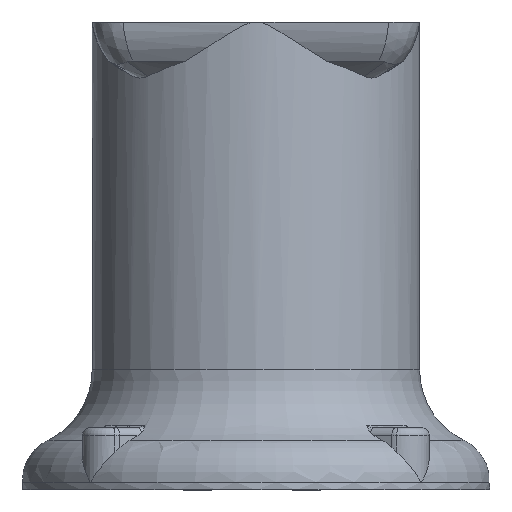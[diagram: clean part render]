
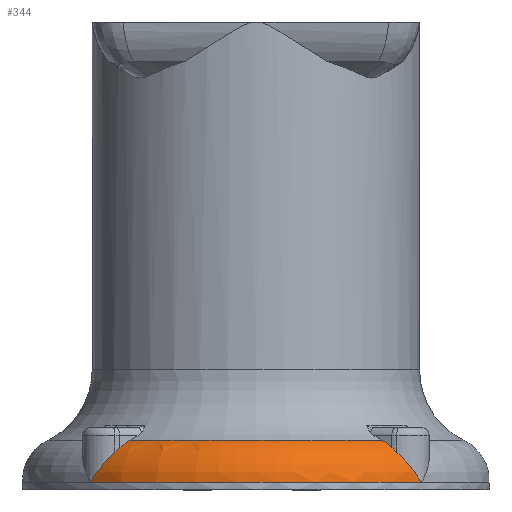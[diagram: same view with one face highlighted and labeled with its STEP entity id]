
A CAD part, left-side view. The second image highlights one B-rep face of the part: STEP entity #344.
In plain terms, the highlighted toroidal (fillet/blend) face has major radius 120 mm and minor radius 30 mm.
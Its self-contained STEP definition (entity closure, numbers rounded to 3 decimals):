
#344=ADVANCED_FACE('',(#770),#771,.T.);
#770=FACE_OUTER_BOUND('',#1757,.T.);
#771=TOROIDAL_SURFACE('',#1758,120.0,30.0);
#1757=EDGE_LOOP('',(#7246,#7247,#7248,#7249,#7250,#7251,#7252,#7253));
#1758=AXIS2_PLACEMENT_3D('',#7254,#7255,#7256);
#7246=ORIENTED_EDGE('',*,*,#10148,.T.);
#7247=ORIENTED_EDGE('',*,*,#10149,.T.);
#7248=ORIENTED_EDGE('',*,*,#10150,.F.);
#7249=ORIENTED_EDGE('',*,*,#10147,.T.);
#7250=ORIENTED_EDGE('',*,*,#10151,.F.);
#7251=ORIENTED_EDGE('',*,*,#10152,.T.);
#7252=ORIENTED_EDGE('',*,*,#10153,.F.);
#7253=ORIENTED_EDGE('',*,*,#10154,.T.);
#7254=CARTESIAN_POINT('',(0.0,0.0,80.0));
#7255=DIRECTION('',(0.0,0.0,1.0));
#7256=DIRECTION('',(1.0,0.0,0.0));
#10147=EDGE_CURVE('',#11181,#11188,#11190,.T.);
#10148=EDGE_CURVE('',#11191,#11192,#11193,.T.);
#10149=EDGE_CURVE('',#11192,#11194,#11195,.T.);
#10150=EDGE_CURVE('',#11181,#11194,#11196,.F.);
#10151=EDGE_CURVE('',#11197,#11188,#11198,.T.);
#10152=EDGE_CURVE('',#11197,#11199,#11200,.T.);
#10153=EDGE_CURVE('',#11201,#11199,#11202,.F.);
#10154=EDGE_CURVE('',#11201,#11191,#11203,.T.);
#11181=VERTEX_POINT('',#13542);
#11188=VERTEX_POINT('',#13551);
#11190=B_SPLINE_CURVE_WITH_KNOTS('',3,(#13578,#13579,#13580,#13581,#13582,#13583,#13584,#13585,#13586,#13587,#13588,#13589,#13590,#13591,#13592,#13593,#13594,#13595,#13596,#13597,#13598,#13599,#13600,#13601),.UNSPECIFIED.,.F.,.F.,(4,1,1,1,1,1,1,1,1,1,1,1,1,1,1,1,1,1,1,1,1,4),(0.0,0.021,0.042,0.064,0.086,0.108,0.131,0.154,0.178,0.202,0.226,0.25,0.37,0.501,0.618,0.75,0.78,0.815,0.854,0.898,0.947,1.0),.UNSPECIFIED.);
#11191=VERTEX_POINT('',#13602);
#11192=VERTEX_POINT('',#13603);
#11193=CIRCLE('',#13604,133.125);
#11194=VERTEX_POINT('',#13605);
#11195=B_SPLINE_CURVE_WITH_KNOTS('',3,(#13606,#13607,#13608,#13609,#13610,#13611),.UNSPECIFIED.,.F.,.F.,(4,2,4),(0.004,0.009,0.013),.UNSPECIFIED.);
#11196=B_SPLINE_CURVE_WITH_KNOTS('',3,(#13612,#13613,#13614,#13615,#13616,#13617),.UNSPECIFIED.,.F.,.F.,(4,2,4),(0.001,0.004,0.006),.UNSPECIFIED.);
#11197=VERTEX_POINT('',#13618);
#11198=CIRCLE('',#13619,150.0);
#11199=VERTEX_POINT('',#13620);
#11200=B_SPLINE_CURVE_WITH_KNOTS('',3,(#13621,#13622,#13623,#13624,#13625,#13626,#13627,#13628,#13629,#13630,#13631,#13632,#13633,#13634,#13635,#13636,#13637,#13638,#13639,#13640,#13641,#13642,#13643,#13644,#13645,#13646),.UNSPECIFIED.,.F.,.F.,(4,1,1,1,1,1,1,1,1,1,1,1,1,1,1,1,1,1,1,1,1,1,1,4),(0.0,0.025,0.049,0.073,0.095,0.116,0.136,0.155,0.174,0.191,0.207,0.222,0.237,0.25,0.382,0.499,0.63,0.75,0.794,0.838,0.88,0.921,0.961,1.0),.UNSPECIFIED.);
#11201=VERTEX_POINT('',#13647);
#11202=B_SPLINE_CURVE_WITH_KNOTS('',3,(#13648,#13649,#13650,#13651,#13652,#13653,#13654,#13655),.UNSPECIFIED.,.F.,.F.,(4,2,2,4),(0.002,0.004,0.006,0.007),.UNSPECIFIED.);
#11203=B_SPLINE_CURVE_WITH_KNOTS('',3,(#13656,#13657,#13658,#13659,#13660,#13661,#13662,#13663),.UNSPECIFIED.,.F.,.F.,(4,2,2,4),(0.003,0.008,0.01,0.012),.UNSPECIFIED.);
#13542=CARTESIAN_POINT('',(110.93,90.388,60.85));
#13551=CARTESIAN_POINT('',(106.066,106.066,80.0));
#13578=CARTESIAN_POINT('',(110.93,90.388,60.85));
#13579=CARTESIAN_POINT('',(110.954,90.518,60.972));
#13580=CARTESIAN_POINT('',(111.001,90.781,61.218));
#13581=CARTESIAN_POINT('',(111.06,91.176,61.594));
#13582=CARTESIAN_POINT('',(111.111,91.576,61.978));
#13583=CARTESIAN_POINT('',(111.153,91.981,62.371));
#13584=CARTESIAN_POINT('',(111.186,92.39,62.773));
#13585=CARTESIAN_POINT('',(111.21,92.804,63.184));
#13586=CARTESIAN_POINT('',(111.224,93.223,63.604));
#13587=CARTESIAN_POINT('',(111.228,93.645,64.033));
#13588=CARTESIAN_POINT('',(111.222,94.071,64.471));
#13589=CARTESIAN_POINT('',(111.206,94.501,64.919));
#13590=CARTESIAN_POINT('',(111.143,95.491,65.962));
#13591=CARTESIAN_POINT('',(110.926,97.076,67.694));
#13592=CARTESIAN_POINT('',(110.395,99.092,70.053));
#13593=CARTESIAN_POINT('',(109.615,101.064,72.527));
#13594=CARTESIAN_POINT('',(108.889,102.415,74.362));
#13595=CARTESIAN_POINT('',(108.311,103.32,75.661));
#13596=CARTESIAN_POINT('',(107.992,103.787,76.347));
#13597=CARTESIAN_POINT('',(107.613,104.304,77.127));
#13598=CARTESIAN_POINT('',(107.168,104.864,78.001));
#13599=CARTESIAN_POINT('',(106.652,105.463,78.969));
#13600=CARTESIAN_POINT('',(106.267,105.859,79.646));
#13601=CARTESIAN_POINT('',(106.066,106.066,80.0));
#13602=CARTESIAN_POINT('',(105.945,-80.609,53.023));
#13603=CARTESIAN_POINT('',(105.945,80.609,53.023));
#13604=AXIS2_PLACEMENT_3D('',#20929,#20930,#20931);
#13605=CARTESIAN_POINT('',(109.759,87.215,57.811));
#13606=CARTESIAN_POINT('',(105.945,80.609,53.023));
#13607=CARTESIAN_POINT('',(106.629,81.794,53.637));
#13608=CARTESIAN_POINT('',(107.29,82.939,54.341));
#13609=CARTESIAN_POINT('',(108.565,85.147,55.936));
#13610=CARTESIAN_POINT('',(109.182,86.215,56.834));
#13611=CARTESIAN_POINT('',(109.759,87.215,57.811));
#13612=CARTESIAN_POINT('',(109.759,87.215,57.811));
#13613=CARTESIAN_POINT('',(110.048,87.716,58.302));
#13614=CARTESIAN_POINT('',(110.289,88.232,58.801));
#13615=CARTESIAN_POINT('',(110.678,89.291,59.816));
#13616=CARTESIAN_POINT('',(110.828,89.836,60.334));
#13617=CARTESIAN_POINT('',(110.93,90.388,60.85));
#13618=CARTESIAN_POINT('',(106.066,-106.066,80.0));
#13619=AXIS2_PLACEMENT_3D('',#20932,#20933,#20934);
#13620=CARTESIAN_POINT('',(110.93,-90.388,60.85));
#13621=CARTESIAN_POINT('',(106.066,-106.066,80.0));
#13622=CARTESIAN_POINT('',(106.162,-105.969,79.833));
#13623=CARTESIAN_POINT('',(106.35,-105.779,79.505));
#13624=CARTESIAN_POINT('',(106.617,-105.491,79.024));
#13625=CARTESIAN_POINT('',(106.868,-105.21,78.562));
#13626=CARTESIAN_POINT('',(107.103,-104.936,78.12));
#13627=CARTESIAN_POINT('',(107.322,-104.67,77.698));
#13628=CARTESIAN_POINT('',(107.526,-104.412,77.297));
#13629=CARTESIAN_POINT('',(107.715,-104.163,76.915));
#13630=CARTESIAN_POINT('',(107.891,-103.924,76.554));
#13631=CARTESIAN_POINT('',(108.054,-103.695,76.212));
#13632=CARTESIAN_POINT('',(108.204,-103.476,75.891));
#13633=CARTESIAN_POINT('',(108.342,-103.269,75.589));
#13634=CARTESIAN_POINT('',(108.468,-103.074,75.308));
#13635=CARTESIAN_POINT('',(108.932,-102.335,74.255));
#13636=CARTESIAN_POINT('',(109.614,-101.066,72.531));
#13637=CARTESIAN_POINT('',(110.393,-99.096,70.057));
#13638=CARTESIAN_POINT('',(110.926,-97.08,67.698));
#13639=CARTESIAN_POINT('',(111.159,-95.378,65.838));
#13640=CARTESIAN_POINT('',(111.224,-94.151,64.552));
#13641=CARTESIAN_POINT('',(111.231,-93.371,63.752));
#13642=CARTESIAN_POINT('',(111.204,-92.604,62.983));
#13643=CARTESIAN_POINT('',(111.144,-91.852,62.244));
#13644=CARTESIAN_POINT('',(111.056,-91.115,61.534));
#13645=CARTESIAN_POINT('',(110.972,-90.628,61.076));
#13646=CARTESIAN_POINT('',(110.93,-90.388,60.85));
#13647=CARTESIAN_POINT('',(109.759,-87.215,57.811));
#13648=CARTESIAN_POINT('',(110.93,-90.388,60.85));
#13649=CARTESIAN_POINT('',(110.829,-89.841,60.338));
#13650=CARTESIAN_POINT('',(110.682,-89.302,59.826));
#13651=CARTESIAN_POINT('',(110.389,-88.506,59.063));
#13652=CARTESIAN_POINT('',(110.28,-88.241,58.809));
#13653=CARTESIAN_POINT('',(110.037,-87.722,58.306));
#13654=CARTESIAN_POINT('',(109.904,-87.466,58.057));
#13655=CARTESIAN_POINT('',(109.759,-87.215,57.811));
#13656=CARTESIAN_POINT('',(109.759,-87.215,57.811));
#13657=CARTESIAN_POINT('',(109.186,-86.223,56.842));
#13658=CARTESIAN_POINT('',(108.581,-85.175,55.959));
#13659=CARTESIAN_POINT('',(107.627,-83.522,54.761));
#13660=CARTESIAN_POINT('',(107.3,-82.957,54.383));
#13661=CARTESIAN_POINT('',(106.632,-81.8,53.669));
#13662=CARTESIAN_POINT('',(106.291,-81.208,53.334));
#13663=CARTESIAN_POINT('',(105.945,-80.609,53.023));
#20929=CARTESIAN_POINT('',(0.0,0.0,53.023));
#20930=DIRECTION('',(0.0,0.0,1.0));
#20931=DIRECTION('',(1.0,0.0,0.0));
#20932=CARTESIAN_POINT('',(0.0,0.0,80.0));
#20933=DIRECTION('',(0.0,0.0,1.0));
#20934=DIRECTION('',(1.0,0.0,0.0));
